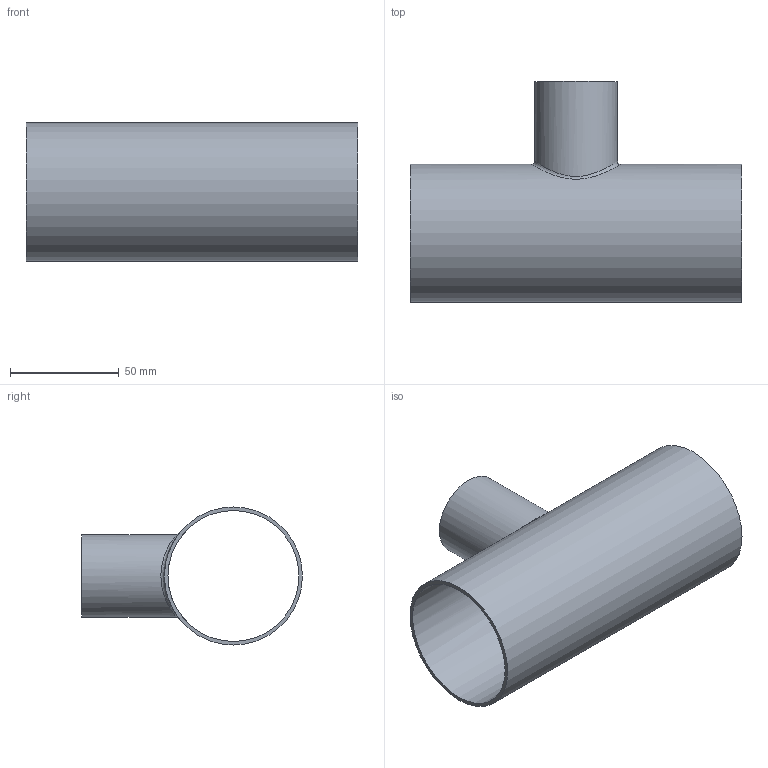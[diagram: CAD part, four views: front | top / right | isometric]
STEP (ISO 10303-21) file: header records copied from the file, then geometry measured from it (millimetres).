
FILE_DESCRIPTION(/* description */ (''),/* implementation_level */ '2;1');
FILE_NAME(/* name */ '7RW-2.5X1.5.stp',/* time_stamp */ '2022-05-09T15:50:58-04:00',/* author */ ('ken'),/* organization */ (''),/* preprocessor_version */ 'ST-DEVELOPER v18.1',/* originating_system */ 'Autodesk Inventor 2020',/* authorisation */ '');
FILE_SCHEMA (('AUTOMOTIVE_DESIGN { 1 0 10303 214 3 1 1 }'));
Length unit declared in the file: inch
Products named in the file (1): 7RW-25X15
Bounding box: 152.4 x 101.6 x 63.5 mm (x, y, z)
Volume: 55015.5 mm3; surface area: 67385.5 mm2
Topology: 1 solids, 1 shells, 8 faces, 20 edges, 15 vertices
Faces by surface type: cylinder 4, plane 3, bspline 1
Full cylindrical faces by diameter (mm): 34.798 x1, 38.1 x1, 60.198 x1, 63.5 x1
Entity records: 514 total; most frequent: CARTESIAN_POINT 258, DIRECTION 43, ORIENTED_EDGE 42, EDGE_CURVE 21, AXIS2_PLACEMENT_3D 19, VERTEX_POINT 16, EDGE_LOOP 13, CIRCLE 11
